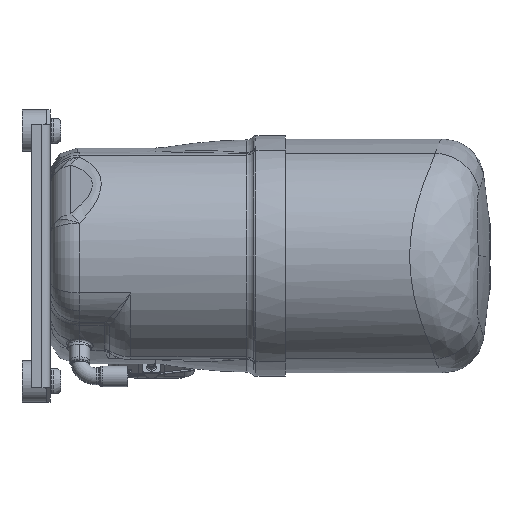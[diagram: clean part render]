
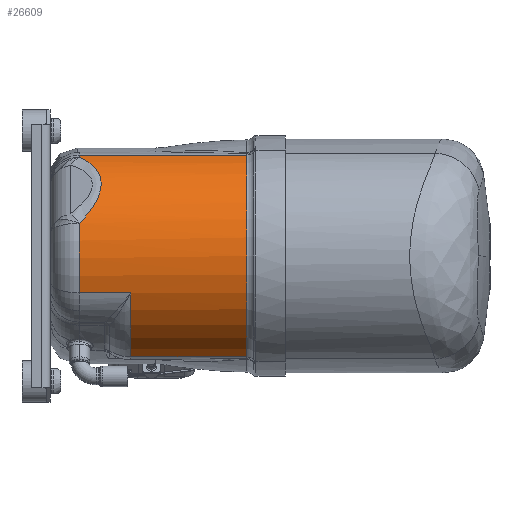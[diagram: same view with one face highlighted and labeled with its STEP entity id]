
A CAD part, left-side view. The second image highlights one B-rep face of the part: STEP entity #26609.
In plain terms, the highlighted cylindrical face has radius 82.042 mm (diameter 164.084 mm), a partial arc.
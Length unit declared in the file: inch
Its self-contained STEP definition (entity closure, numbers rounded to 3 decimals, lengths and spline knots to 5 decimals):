
#68 = CARTESIAN_POINT ( 'NONE',  ( -3.66031, 5.27548, 2.57994 ) ) ;
#112 = B_SPLINE_CURVE_WITH_KNOTS ( 'NONE', 3,
 ( #10539, #31649, #34651, #16597, #37700, #19673, #1644 ),
 .UNSPECIFIED., .F., .F.,
 ( 4, 3, 4 ),
 ( 0., 0.00002, 0.00003 ),
 .UNSPECIFIED. ) ;
#188 = CARTESIAN_POINT ( 'NONE',  ( -2.79586, 6.15745, 2.95866 ) ) ;
#904 = ORIENTED_EDGE ( 'NONE', *, *, #11547, .T. ) ;
#1644 = CARTESIAN_POINT ( 'NONE',  ( -4.57815, 6.1575, 0.97873 ) ) ;
#1855 = AXIS2_PLACEMENT_3D ( 'NONE', #21720, #3663, #24748 ) ;
#2001 = CARTESIAN_POINT ( 'NONE',  ( -2.64649, 4.62556, -3.01968 ) ) ;
#2135 = EDGE_CURVE ( 'NONE', #25350, #4616, #28792, .T. ) ;
#2263 = DIRECTION ( 'NONE',  ( 0., 1., 0. ) ) ;
#3079 = CARTESIAN_POINT ( 'NONE',  ( -2.79614, 6.15737, 2.95854 ) ) ;
#3511 = ORIENTED_EDGE ( 'NONE', *, *, #2135, .T. ) ;
#3663 = DIRECTION ( 'NONE',  ( 0., -1., 0. ) ) ;
#4616 = VERTEX_POINT ( 'NONE', #32818 ) ;
#4673 = DIRECTION ( 'NONE',  ( 0., 1., 0. ) ) ;
#5024 = EDGE_CURVE ( 'NONE', #12758, #7976, #17334, .T. ) ;
#5612 = VERTEX_POINT ( 'NONE', #2001 ) ;
#5649 = VECTOR ( 'NONE', #8491, 39.37008 ) ;
#6073 = B_SPLINE_CURVE_WITH_KNOTS ( 'NONE', 3,
 ( #9090, #33218, #15158, #36225, #18196, #188, #21249 ),
 .UNSPECIFIED., .F., .F.,
 ( 4, 3, 4 ),
 ( 0., 0., 0.00003 ),
 .UNSPECIFIED. ) ;
#6281 = AXIS2_PLACEMENT_3D ( 'NONE', #20308, #2263, #23323 ) ;
#6693 = DIRECTION ( 'NONE',  ( 0., -1., 0. ) ) ;
#6919 = CARTESIAN_POINT ( 'NONE',  ( -4.57815, 6.1575, 0.97873 ) ) ;
#7286 = VECTOR ( 'NONE', #34753, 39.37008 ) ;
#7976 = VERTEX_POINT ( 'NONE', #9838 ) ;
#8491 = DIRECTION ( 'NONE',  ( 0., -1., 0. ) ) ;
#8546 = ORIENTED_EDGE ( 'NONE', *, *, #28978, .F. ) ;
#9090 = CARTESIAN_POINT ( 'NONE',  ( -2.79513, 6.1575, 2.95898 ) ) ;
#9237 = CARTESIAN_POINT ( 'NONE',  ( -1.5, 6.1575, 0. ) ) ;
#9838 = CARTESIAN_POINT ( 'NONE',  ( -2.64649, 1.15695, 3.01968 ) ) ;
#10539 = CARTESIAN_POINT ( 'NONE',  ( -4.57781, 6.15737, 0.97978 ) ) ;
#10701 = DIRECTION ( 'NONE',  ( 0., 0., 1. ) ) ;
#11344 = DIRECTION ( 'NONE',  ( 0., 1., 0. ) ) ;
#11547 = EDGE_CURVE ( 'NONE', #22635, #12854, #19126, .T. ) ;
#11656 = CIRCLE ( 'NONE', #12367, 3.23 ) ;
#11751 = FACE_OUTER_BOUND ( 'NONE', #13036, .T. ) ;
#12094 = EDGE_CURVE ( 'NONE', #32673, #31660, #19408, .T. ) ;
#12263 = DIRECTION ( 'NONE',  ( 0., 0., 1. ) ) ;
#12367 = AXIS2_PLACEMENT_3D ( 'NONE', #9237, #30343, #12263 ) ;
#12758 = VERTEX_POINT ( 'NONE', #31305 ) ;
#12854 = VERTEX_POINT ( 'NONE', #22643 ) ;
#12888 = AXIS2_PLACEMENT_3D ( 'NONE', #13589, #4673, #10701 ) ;
#13036 = EDGE_LOOP ( 'NONE', ( #8546, #21754, #31018, #904, #31874, #28259, #16113, #15472, #3511, #25681 ) ) ;
#13589 = CARTESIAN_POINT ( 'NONE',  ( -1.5, -10.08922, 0. ) ) ;
#15158 = CARTESIAN_POINT ( 'NONE',  ( -2.79523, 6.1575, 2.95893 ) ) ;
#15472 = ORIENTED_EDGE ( 'NONE', *, *, #37380, .T. ) ;
#15602 = EDGE_CURVE ( 'NONE', #31660, #25862, #112, .T. ) ;
#16113 = ORIENTED_EDGE ( 'NONE', *, *, #15602, .T. ) ;
#16597 = CARTESIAN_POINT ( 'NONE',  ( -4.57809, 6.1575, 0.9789 ) ) ;
#16934 = CYLINDRICAL_SURFACE ( 'NONE', #12888, 3.23 ) ;
#17334 = CIRCLE ( 'NONE', #6281, 3.23 ) ;
#18056 = CARTESIAN_POINT ( 'NONE',  ( -4.29162, 5.27548, 1.8788 ) ) ;
#18196 = CARTESIAN_POINT ( 'NONE',  ( -2.79557, 6.15749, 2.95878 ) ) ;
#19126 = CIRCLE ( 'NONE', #36126, 3.23 ) ;
#19408 =( BOUNDED_CURVE ( )  B_SPLINE_CURVE ( 3, ( #3079, #68, #18056, #24152 ),
 .UNSPECIFIED., .F., .T. ) 
 B_SPLINE_CURVE_WITH_KNOTS ( ( 4, 4 ),
 ( 2.71675, 3.56644 ),
 .UNSPECIFIED. ) 
 CURVE ( )  GEOMETRIC_REPRESENTATION_ITEM ( )  RATIONAL_B_SPLINE_CURVE ( ( 1., 0.941, 0.941, 1. ) ) 
 REPRESENTATION_ITEM ( '' )  );
#19506 = CARTESIAN_POINT ( 'NONE',  ( -4.53524, 6.1575, -1.10463 ) ) ;
#19673 = CARTESIAN_POINT ( 'NONE',  ( -4.57813, 6.1575, 0.97879 ) ) ;
#20308 = CARTESIAN_POINT ( 'NONE',  ( -1.5, 1.15695, 0. ) ) ;
#21249 = CARTESIAN_POINT ( 'NONE',  ( -2.79614, 6.15737, 2.95854 ) ) ;
#21720 = CARTESIAN_POINT ( 'NONE',  ( -1.5, 4.62556, 0. ) ) ;
#21754 = ORIENTED_EDGE ( 'NONE', *, *, #5024, .T. ) ;
#22635 = VERTEX_POINT ( 'NONE', #24411 ) ;
#22643 = CARTESIAN_POINT ( 'NONE',  ( -2.79513, 6.1575, 2.95898 ) ) ;
#22674 = CARTESIAN_POINT ( 'NONE',  ( -2.64649, -10.08922, -3.01968 ) ) ;
#23323 = DIRECTION ( 'NONE',  ( 0., 0., 1. ) ) ;
#24152 = CARTESIAN_POINT ( 'NONE',  ( -4.57781, 6.15737, 0.97978 ) ) ;
#24170 = CARTESIAN_POINT ( 'NONE',  ( -4.57781, 6.15737, 0.97978 ) ) ;
#24411 = CARTESIAN_POINT ( 'NONE',  ( -2.64649, 6.1575, 3.01968 ) ) ;
#24748 = DIRECTION ( 'NONE',  ( 0., 0., 1. ) ) ;
#24789 = CARTESIAN_POINT ( 'NONE',  ( -1.5, 6.1575, 0. ) ) ;
#24878 = EDGE_CURVE ( 'NONE', #7976, #22635, #37284, .T. ) ;
#25350 = VERTEX_POINT ( 'NONE', #19506 ) ;
#25681 = ORIENTED_EDGE ( 'NONE', *, *, #36757, .T. ) ;
#25862 = VERTEX_POINT ( 'NONE', #6919 ) ;
#26598 = CARTESIAN_POINT ( 'NONE',  ( -4.53524, 5.39153, -1.10463 ) ) ;
#26609 = ADVANCED_FACE ( 'NONE', ( #11751 ), #16934, .T. ) ;
#27833 = DIRECTION ( 'NONE',  ( 0., 0., 1. ) ) ;
#28259 = ORIENTED_EDGE ( 'NONE', *, *, #12094, .T. ) ;
#28792 = LINE ( 'NONE', #26598, #5649 ) ;
#28978 = EDGE_CURVE ( 'NONE', #12758, #5612, #38428, .T. ) ;
#29428 = CARTESIAN_POINT ( 'NONE',  ( -2.64649, -10.08922, 3.01968 ) ) ;
#30343 = DIRECTION ( 'NONE',  ( 0., -1., 0. ) ) ;
#31018 = ORIENTED_EDGE ( 'NONE', *, *, #24878, .T. ) ;
#31305 = CARTESIAN_POINT ( 'NONE',  ( -2.64649, 1.15695, -3.01968 ) ) ;
#31649 = CARTESIAN_POINT ( 'NONE',  ( -4.5779, 6.15745, 0.9795 ) ) ;
#31660 = VERTEX_POINT ( 'NONE', #24170 ) ;
#31699 = CARTESIAN_POINT ( 'NONE',  ( -2.79614, 6.15737, 2.95854 ) ) ;
#31874 = ORIENTED_EDGE ( 'NONE', *, *, #33322, .T. ) ;
#32673 = VERTEX_POINT ( 'NONE', #31699 ) ;
#32818 = CARTESIAN_POINT ( 'NONE',  ( -4.53524, 4.62556, -1.10463 ) ) ;
#33218 = CARTESIAN_POINT ( 'NONE',  ( -2.79518, 6.1575, 2.95895 ) ) ;
#33322 = EDGE_CURVE ( 'NONE', #12854, #32673, #6073, .T. ) ;
#34651 = CARTESIAN_POINT ( 'NONE',  ( -4.578, 6.15749, 0.9792 ) ) ;
#34753 = DIRECTION ( 'NONE',  ( 0., 1., 0. ) ) ;
#34793 = CIRCLE ( 'NONE', #1855, 3.23 ) ;
#36126 = AXIS2_PLACEMENT_3D ( 'NONE', #24789, #6693, #27833 ) ;
#36225 = CARTESIAN_POINT ( 'NONE',  ( -2.79528, 6.1575, 2.95891 ) ) ;
#36327 = VECTOR ( 'NONE', #11344, 39.37008 ) ;
#36757 = EDGE_CURVE ( 'NONE', #4616, #5612, #34793, .T. ) ;
#37284 = LINE ( 'NONE', #29428, #36327 ) ;
#37380 = EDGE_CURVE ( 'NONE', #25862, #25350, #11656, .T. ) ;
#37700 = CARTESIAN_POINT ( 'NONE',  ( -4.57811, 6.1575, 0.97884 ) ) ;
#38428 = LINE ( 'NONE', #22674, #7286 ) ;
